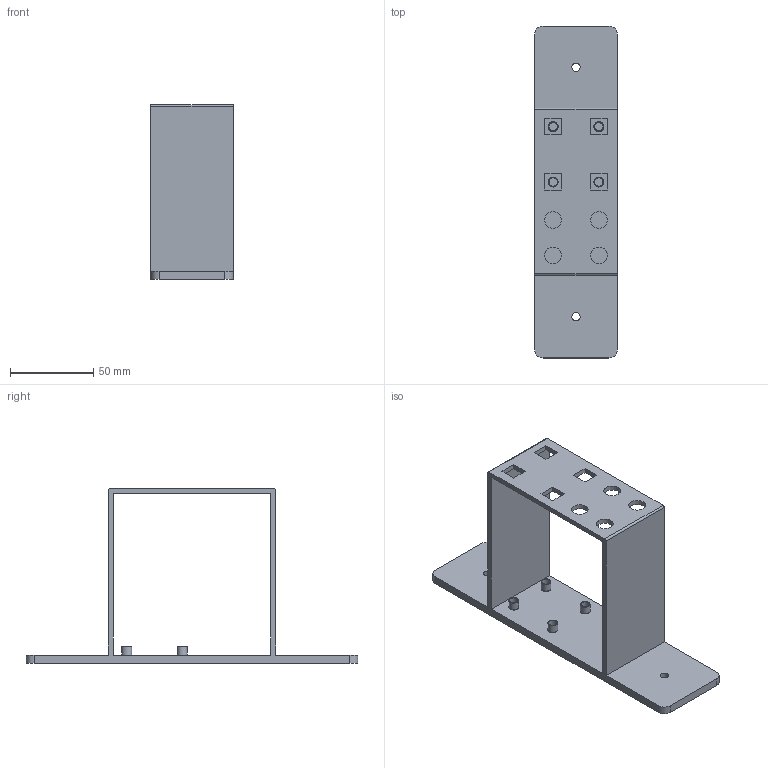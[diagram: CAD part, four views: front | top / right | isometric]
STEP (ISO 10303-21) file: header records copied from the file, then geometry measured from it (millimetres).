
FILE_DESCRIPTION(/* description */ (''),/* implementation_level */ '2;1');
FILE_NAME(/* name */ 'Rack.stp',/* time_stamp */ '2022-02-28T12:58:08+01:00',/* author */ ('juricekm'),/* organization */ (''),/* preprocessor_version */ 'ST-DEVELOPER v18',/* originating_system */ 'Autodesk Inventor 2020',/* authorisation */ '');
FILE_SCHEMA (('AUTOMOTIVE_DESIGN { 1 0 10303 214 3 1 1 }'));
Length unit declared in the file: millimetre
Products named in the file (2): Assembly1; rack
Assembly tree (1 placements, depth 2):
  Assembly1
    rack
Bounding box: 49.5 x 199.5 x 105 mm (x, y, z)
Volume: 90814.9 mm3; surface area: 52935.2 mm2
Topology: 1 solids, 1 shells, 58 faces, 158 edges, 110 vertices
Faces by surface type: plane 38, cylinder 20
Full cylindrical faces by diameter (mm): 5 x6, 6 x4, 10 x4
Entity records: 1979 total; most frequent: DIRECTION 334, CARTESIAN_POINT 329, ORIENTED_EDGE 316, EDGE_CURVE 158, AXIS2_PLACEMENT_3D 115, VERTEX_POINT 110, LINE 104, VECTOR 104
